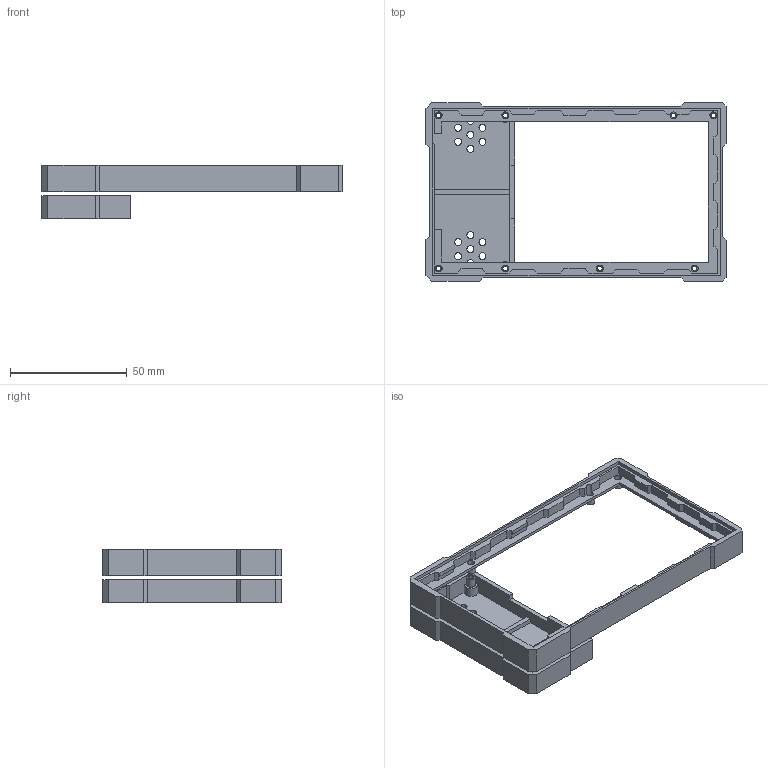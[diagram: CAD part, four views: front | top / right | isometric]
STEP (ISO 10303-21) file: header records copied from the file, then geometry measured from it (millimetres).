
FILE_DESCRIPTION(/* description */ (''),/* implementation_level */ '2;1');
FILE_NAME(/* name */ '5INCH_FrontCase_V05.step',/* time_stamp */ '2022-05-14T13:16:58-05:00',/* author */ (''),/* organization */ (''),/* preprocessor_version */ 'ST-DEVELOPER v18.1',/* originating_system */ 'Autodesk Translation Framework v10.14.0.1471',/* authorisation */ '');
FILE_SCHEMA (('AUTOMOTIVE_DESIGN { 1 0 10303 214 3 1 1 }'));
Length unit declared in the file: millimetre
Products named in the file (3): 5INCH_FrontCase_V05; Front; Back
Assembly tree (2 placements, depth 2):
  5INCH_FrontCase_V05
    Front
    Back
Bounding box: 128.44 x 76.4 x 23.1 mm (x, y, z)
Volume: 22398 mm3; surface area: 24955.5 mm2
Topology: 2 solids, 2 shells, 291 faces, 777 edges, 513 vertices
Faces by surface type: plane 225, cylinder 60, cone 6
Full cylindrical faces by diameter (mm): 2 x12, 2.95 x8, 3 x12, 3.6 x4, 4 x6, 4.2 x2
Entity records: 9177 total; most frequent: CARTESIAN_POINT 1588, ORIENTED_EDGE 1554, DIRECTION 1502, EDGE_CURVE 777, LINE 642, VECTOR 642, VERTEX_POINT 513, AXIS2_PLACEMENT_3D 430
